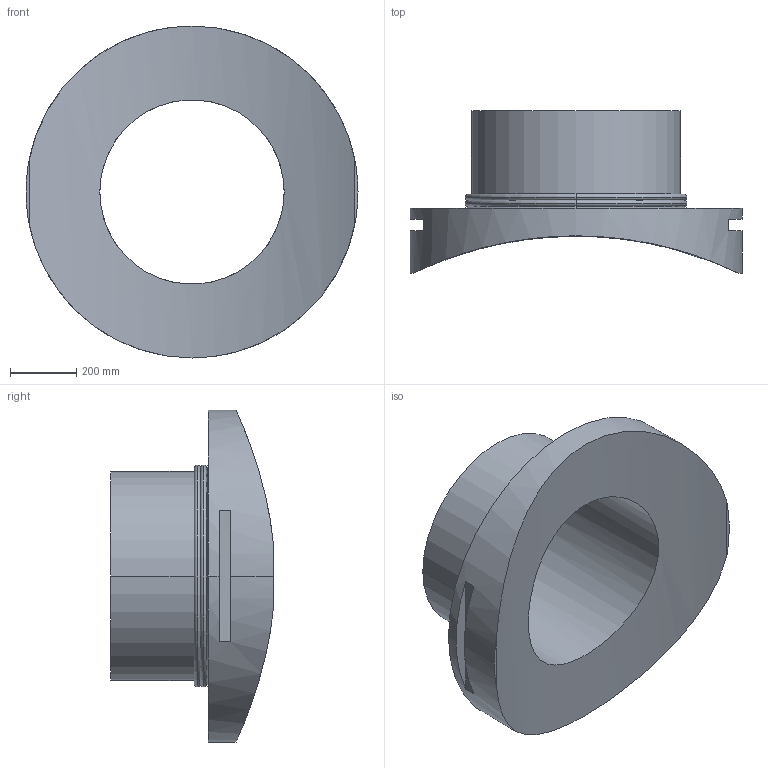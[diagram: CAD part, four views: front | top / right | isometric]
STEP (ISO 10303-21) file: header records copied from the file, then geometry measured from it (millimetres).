
FILE_DESCRIPTION( ( '' ), '1' );
FILE_NAME( 'AGRU_25289226317_PE_100_schwarz_Stutzenschelle_System_Topload_2250_630_SDR17_ISO_S-8_05.stp', '2017-12-13T08:15:14', ( '' ), ( '' ), ' ', ' ', ' ' );
FILE_SCHEMA( ( 'automotive_design' ) );
Length unit declared in the file: millimetre
Products named in the file (1): 1
Bounding box: 1000 x 490 x 1000 mm (x, y, z)
Volume: 86746131.2 mm3; surface area: 2945509 mm2
Topology: 1 solids, 1 shells, 45 faces, 104 edges, 68 vertices
Faces by surface type: cylinder 19, plane 16, torus 10
Entity records: 2940 total; most frequent: CARTESIAN_POINT 608, DIRECTION 258, STYLED_ITEM 218, PRESENTATION_STYLE_ASSIGNMENT 218, COLOUR_RGB 218, ORIENTED_EDGE 208, AXIS2_PLACEMENT_3D 114, EDGE_CURVE 104
